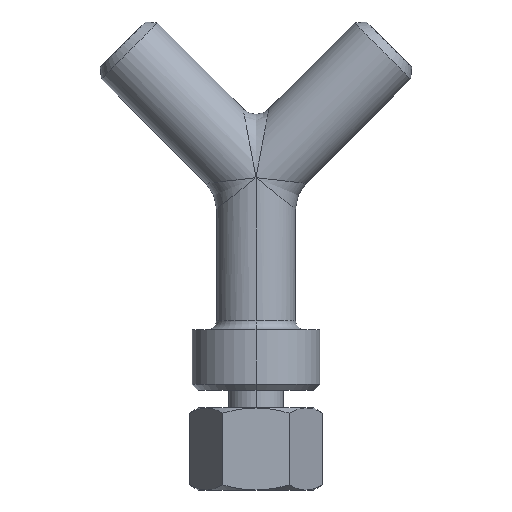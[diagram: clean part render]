
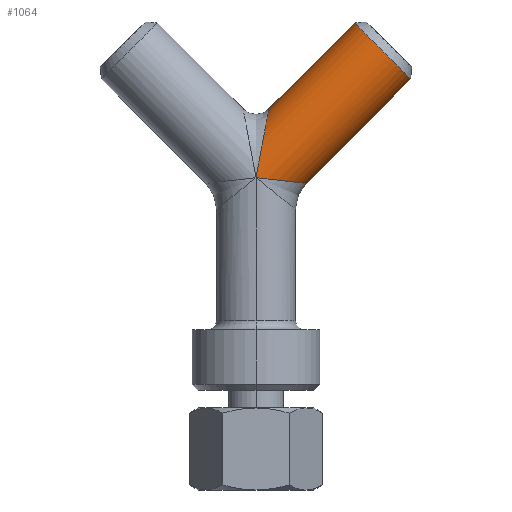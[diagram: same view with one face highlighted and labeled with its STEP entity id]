
A CAD part, left-side view. The second image highlights one B-rep face of the part: STEP entity #1064.
In plain terms, the highlighted cylindrical face has radius 6.5 mm (diameter 13 mm), a partial arc.
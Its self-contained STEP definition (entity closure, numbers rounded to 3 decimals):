
#4 = DIRECTION ( 'NONE',  ( 0., -0.707, 0.707 ) ) ;
#20 = DIRECTION ( 'NONE',  ( 0., -0.707, -0.707 ) ) ;
#32 = EDGE_CURVE ( 'NONE', #1108, #786, #1174, .T. ) ;
#52 = DIRECTION ( 'NONE',  ( 0., 0.707, -0.707 ) ) ;
#91 = CARTESIAN_POINT ( 'NONE',  ( 0., -16.263, 25.456 ) ) ;
#224 = ORIENTED_EDGE ( 'NONE', *, *, #553, .T. ) ;
#242 = CARTESIAN_POINT ( 'NONE',  ( 0., -2.121, 11.314 ) ) ;
#255 = EDGE_CURVE ( 'NONE', #284, #1454, #801, .T. ) ;
#284 = VERTEX_POINT ( 'NONE', #308 ) ;
#308 = CARTESIAN_POINT ( 'NONE',  ( 0., -25.456, 16.263 ) ) ;
#323 = CARTESIAN_POINT ( 'NONE',  ( 0., 0., 0. ) ) ;
#351 = DIRECTION ( 'NONE',  ( 0., -0.707, -0.707 ) ) ;
#373 = ORIENTED_EDGE ( 'NONE', *, *, #255, .F. ) ;
#553 = EDGE_CURVE ( 'NONE', #1193, #1454, #754, .T. ) ;
#560 = CARTESIAN_POINT ( 'NONE',  ( -3.808, -2.121, 11.314 ) ) ;
#630 = VECTOR ( 'NONE', #52, 1000. ) ;
#723 = CARTESIAN_POINT ( 'NONE',  ( -6.5, 0., 0. ) ) ;
#734 = AXIS2_PLACEMENT_3D ( 'NONE', #1404, #4, #20 ) ;
#754 =( BOUNDED_CURVE ( )  B_SPLINE_CURVE ( 3, ( #723, #965, #1335, #1466 ),
 .UNSPECIFIED., .F., .F. ) 
 B_SPLINE_CURVE_WITH_KNOTS ( ( 4, 4 ),
 ( 1.571, 3.142 ),
 .UNSPECIFIED. ) 
 CURVE ( )  GEOMETRIC_REPRESENTATION_ITEM ( )  RATIONAL_B_SPLINE_CURVE ( ( 1., 0.805, 0.805, 1. ) ) 
 REPRESENTATION_ITEM ( '' )  );
#786 = VERTEX_POINT ( 'NONE', #1018 ) ;
#801 = LINE ( 'NONE', #1297, #630 ) ;
#932 = ORIENTED_EDGE ( 'NONE', *, *, #32, .T. ) ;
#965 = CARTESIAN_POINT ( 'NONE',  ( -6.5, -4.837, -0.548 ) ) ;
#1006 = AXIS2_PLACEMENT_3D ( 'NONE', #323, #1088, #351 ) ;
#1018 = CARTESIAN_POINT ( 'NONE',  ( 0., -2.121, 11.314 ) ) ;
#1048 = EDGE_LOOP ( 'NONE', ( #1252, #932, #1327, #224, #373 ) ) ;
#1064 = ADVANCED_FACE ( 'NONE', ( #1472 ), #1346, .T. ) ;
#1088 = DIRECTION ( 'NONE',  ( 0., 0.707, -0.707 ) ) ;
#1108 = VERTEX_POINT ( 'NONE', #91 ) ;
#1174 = LINE ( 'NONE', #1445, #1605 ) ;
#1185 = DIRECTION ( 'NONE',  ( 0., 0.707, -0.707 ) ) ;
#1193 = VERTEX_POINT ( 'NONE', #1483 ) ;
#1252 = ORIENTED_EDGE ( 'NONE', *, *, #1301, .F. ) ;
#1297 = CARTESIAN_POINT ( 'NONE',  ( 0., -4.596, -4.596 ) ) ;
#1301 = EDGE_CURVE ( 'NONE', #1108, #284, #1401, .T. ) ;
#1302 = CARTESIAN_POINT ( 'NONE',  ( 0., -8.257, -0.935 ) ) ;
#1317 =( BOUNDED_CURVE ( )  B_SPLINE_CURVE ( 3, ( #242, #560, #1511, #1490 ),
 .UNSPECIFIED., .F., .F. ) 
 B_SPLINE_CURVE_WITH_KNOTS ( ( 4, 4 ),
 ( 3.142, 4.712 ),
 .UNSPECIFIED. ) 
 CURVE ( )  GEOMETRIC_REPRESENTATION_ITEM ( )  RATIONAL_B_SPLINE_CURVE ( ( 1., 0.805, 0.805, 1. ) ) 
 REPRESENTATION_ITEM ( '' )  );
#1327 = ORIENTED_EDGE ( 'NONE', *, *, #1572, .T. ) ;
#1335 = CARTESIAN_POINT ( 'NONE',  ( -3.808, -8.257, -0.935 ) ) ;
#1346 = CYLINDRICAL_SURFACE ( 'NONE', #1006, 6.5 ) ;
#1401 = CIRCLE ( 'NONE', #734, 6.5 ) ;
#1404 = CARTESIAN_POINT ( 'NONE',  ( 0., -20.86, 20.86 ) ) ;
#1445 = CARTESIAN_POINT ( 'NONE',  ( 0., 4.596, 4.596 ) ) ;
#1454 = VERTEX_POINT ( 'NONE', #1302 ) ;
#1466 = CARTESIAN_POINT ( 'NONE',  ( 0., -8.257, -0.935 ) ) ;
#1472 = FACE_OUTER_BOUND ( 'NONE', #1048, .T. ) ;
#1483 = CARTESIAN_POINT ( 'NONE',  ( -6.5, 0., 0. ) ) ;
#1490 = CARTESIAN_POINT ( 'NONE',  ( -6.5, 0., 0. ) ) ;
#1511 = CARTESIAN_POINT ( 'NONE',  ( -6.5, -1.243, 6.627 ) ) ;
#1572 = EDGE_CURVE ( 'NONE', #786, #1193, #1317, .T. ) ;
#1605 = VECTOR ( 'NONE', #1185, 1000. ) ;
